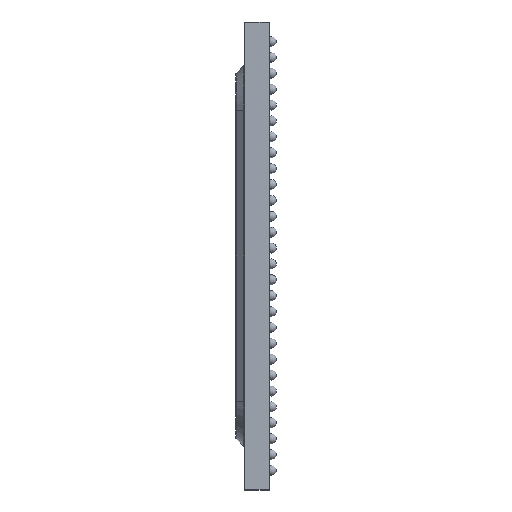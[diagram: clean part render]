
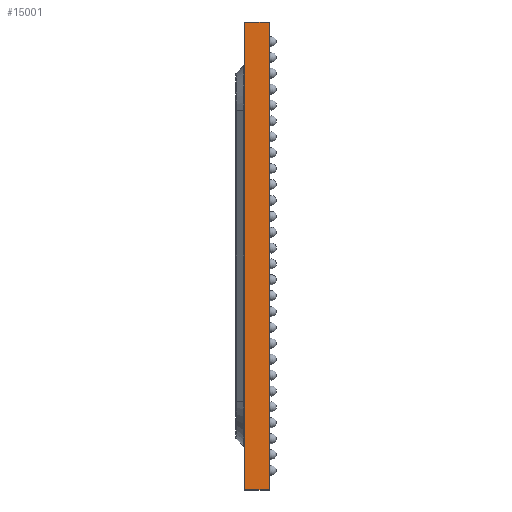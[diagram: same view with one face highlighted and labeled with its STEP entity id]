
A CAD part, left-side view. The second image highlights one B-rep face of the part: STEP entity #15001.
In plain terms, the highlighted planar face has unit normal (-1, 0, 0).
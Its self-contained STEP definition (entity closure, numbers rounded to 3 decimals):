
#70 = CARTESIAN_POINT ( 'NONE',  ( -9.575, 1.01, 9.575 ) ) ;
#85 = DIRECTION ( 'NONE',  ( 0., 0., -1. ) ) ;
#112 = VECTOR ( 'NONE', #18680, 1000. ) ;
#1853 = VERTEX_POINT ( 'NONE', #7379 ) ;
#1965 = CARTESIAN_POINT ( 'NONE',  ( -9.575, 1.38, 9.575 ) ) ;
#2385 = EDGE_CURVE ( 'NONE', #18587, #1853, #22009, .T. ) ;
#3621 = CARTESIAN_POINT ( 'NONE',  ( -9.575, 0., 9.575 ) ) ;
#4186 = CARTESIAN_POINT ( 'NONE',  ( -9.575, 1.38, 9.575 ) ) ;
#5207 = VERTEX_POINT ( 'NONE', #12647 ) ;
#5436 = CARTESIAN_POINT ( 'NONE',  ( -9.575, 1.01, 9.575 ) ) ;
#5779 = VECTOR ( 'NONE', #11328, 1000. ) ;
#7128 = DIRECTION ( 'NONE',  ( 0., 0., 1. ) ) ;
#7379 = CARTESIAN_POINT ( 'NONE',  ( -9.575, 0., -9.575 ) ) ;
#8250 = VECTOR ( 'NONE', #8699, 1000. ) ;
#8659 = AXIS2_PLACEMENT_3D ( 'NONE', #1965, #16011, #85 ) ;
#8699 = DIRECTION ( 'NONE',  ( 0., 0., 1. ) ) ;
#8929 = LINE ( 'NONE', #70, #8250 ) ;
#9272 = EDGE_CURVE ( 'NONE', #18587, #23161, #8929, .T. ) ;
#9607 = ORIENTED_EDGE ( 'NONE', *, *, #2385, .T. ) ;
#10413 = ORIENTED_EDGE ( 'NONE', *, *, #17248, .F. ) ;
#11328 = DIRECTION ( 'NONE',  ( 0., -1., 0. ) ) ;
#12647 = CARTESIAN_POINT ( 'NONE',  ( -9.575, 0., 9.575 ) ) ;
#12963 = ORIENTED_EDGE ( 'NONE', *, *, #13940, .T. ) ;
#13940 = EDGE_CURVE ( 'NONE', #1853, #5207, #19889, .T. ) ;
#15001 = ADVANCED_FACE ( 'NONE', ( #19302 ), #17886, .F. ) ;
#15181 = CARTESIAN_POINT ( 'NONE',  ( -9.575, 1.38, -9.575 ) ) ;
#15213 = ORIENTED_EDGE ( 'NONE', *, *, #9272, .F. ) ;
#16011 = DIRECTION ( 'NONE',  ( 1., 0., 0. ) ) ;
#17248 = EDGE_CURVE ( 'NONE', #23161, #5207, #20216, .T. ) ;
#17886 = PLANE ( 'NONE',  #8659 ) ;
#18013 = EDGE_LOOP ( 'NONE', ( #15213, #9607, #12963, #10413 ) ) ;
#18587 = VERTEX_POINT ( 'NONE', #21372 ) ;
#18680 = DIRECTION ( 'NONE',  ( 0., -1., 0. ) ) ;
#19302 = FACE_OUTER_BOUND ( 'NONE', #18013, .T. ) ;
#19889 = LINE ( 'NONE', #3621, #20659 ) ;
#20216 = LINE ( 'NONE', #4186, #5779 ) ;
#20659 = VECTOR ( 'NONE', #7128, 1000. ) ;
#21372 = CARTESIAN_POINT ( 'NONE',  ( -9.575, 1.01, -9.575 ) ) ;
#22009 = LINE ( 'NONE', #15181, #112 ) ;
#23161 = VERTEX_POINT ( 'NONE', #5436 ) ;
